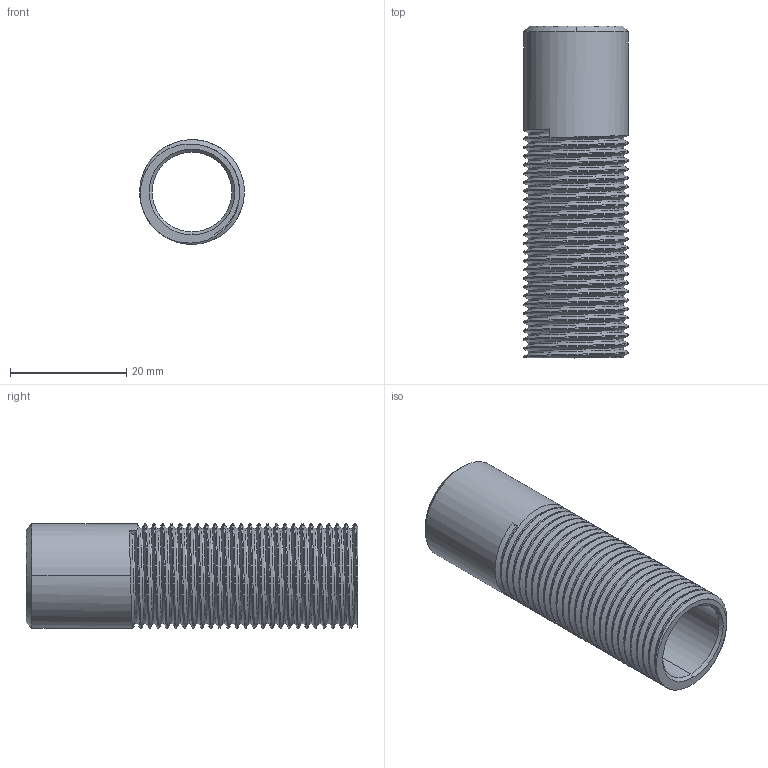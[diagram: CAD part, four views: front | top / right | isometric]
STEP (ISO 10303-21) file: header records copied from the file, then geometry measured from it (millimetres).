
FILE_DESCRIPTION(/* description */ (''),/* implementation_level */ '2;1');
FILE_NAME(/* name */ 'FILE_STP_CAD_DRAWING_3D_LTN50P050_prt.stp',/* time_stamp */ '2026-03-13T14:49:10+01:00',/* author */ (''),/* organization */ (''),/* preprocessor_version */ 'ST-DEVELOPER v20',/* originating_system */ 'SIEMENS PLM Software NX2406.8500',/* authorisation */ '');
FILE_SCHEMA (('AUTOMOTIVE_DESIGN { 1 0 10303 214 3 1 1 1 }'));
Length unit declared in the file: millimetre
Products named in the file (1): 3D_LTN50P050
Bounding box: 18 x 57 x 18 mm (x, y, z)
Volume: 5340.4 mm3; surface area: 7087.1 mm2
Topology: 1 solids, 1 shells, 67 faces, 191 edges, 127 vertices
Faces by surface type: cylinder 56, cone 6, plane 3, bspline 2
Entity records: 5239 total; most frequent: CARTESIAN_POINT 3780, ORIENTED_EDGE 382, DIRECTION 225, EDGE_CURVE 191, VERTEX_POINT 126, AXIS2_PLACEMENT_3D 82, EDGE_LOOP 69, ADVANCED_FACE 67
